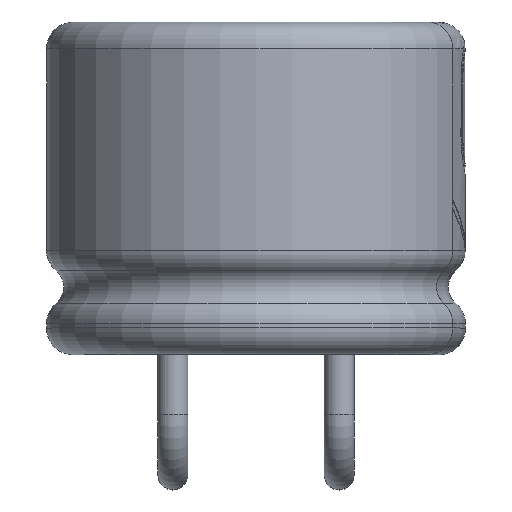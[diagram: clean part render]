
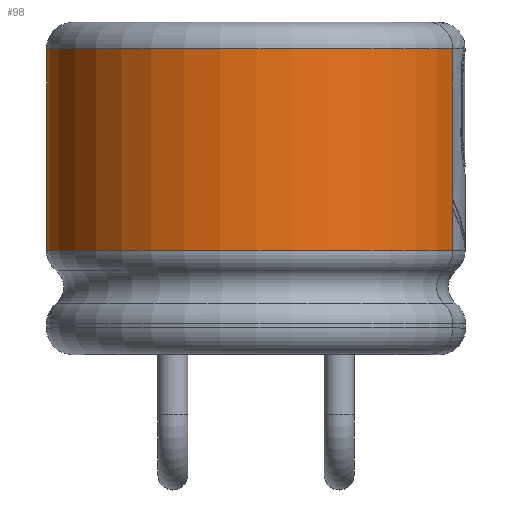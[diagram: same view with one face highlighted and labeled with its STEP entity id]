
A CAD part, top view. The second image highlights one B-rep face of the part: STEP entity #98.
In plain terms, the highlighted cylindrical face has radius 3.15 mm (diameter 6.3 mm), a partial arc.
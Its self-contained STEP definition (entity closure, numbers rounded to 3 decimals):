
#98=ADVANCED_FACE('',(#745),#747,.T.);
#745=FACE_BOUND('',#746,.T.);
#746=EDGE_LOOP('',(#1280,#1281,#1282,#1283,#1284,#1285,#1286,#1287,#1288,#1289,#1290,
#1291));
#747=CYLINDRICAL_SURFACE('',#748,3.15);
#748=AXIS2_PLACEMENT_3D('',#749,#750,#751);
#749=CARTESIAN_POINT('',(0.,3.368,3.25));
#750=DIRECTION('',(0.,1.,0.));
#751=DIRECTION('',(1.,0.,0.));
#1280=ORIENTED_EDGE('',*,*,#1656,.T.);
#1281=ORIENTED_EDGE('',*,*,#1657,.T.);
#1282=ORIENTED_EDGE('',*,*,#1658,.F.);
#1283=ORIENTED_EDGE('',*,*,#1659,.T.);
#1284=ORIENTED_EDGE('',*,*,#1660,.F.);
#1285=ORIENTED_EDGE('',*,*,#1661,.T.);
#1286=ORIENTED_EDGE('',*,*,#1662,.T.);
#1287=ORIENTED_EDGE('',*,*,#1663,.T.);
#1288=ORIENTED_EDGE('',*,*,#1664,.F.);
#1289=ORIENTED_EDGE('',*,*,#1665,.F.);
#1290=ORIENTED_EDGE('',*,*,#1666,.F.);
#1291=ORIENTED_EDGE('',*,*,#1667,.T.);
#1656=EDGE_CURVE('',#1876,#1877,#1878,.F.);
#1657=EDGE_CURVE('',#1877,#1879,#1880,.F.);
#1658=EDGE_CURVE('',#1881,#1879,#1882,.T.);
#1659=EDGE_CURVE('',#1881,#1883,#1884,.T.);
#1660=EDGE_CURVE('',#1885,#1883,#1886,.F.);
#1661=EDGE_CURVE('',#1885,#1887,#1888,.F.);
#1662=EDGE_CURVE('',#1887,#1889,#1890,.T.);
#1663=EDGE_CURVE('',#1889,#1891,#1892,.T.);
#1664=EDGE_CURVE('',#1893,#1891,#1894,.F.);
#1665=EDGE_CURVE('',#1895,#1893,#1896,.T.);
#1666=EDGE_CURVE('',#1897,#1895,#1898,.T.);
#1667=EDGE_CURVE('',#1897,#1876,#1899,.T.);
#1876=VERTEX_POINT('',#2375);
#1877=VERTEX_POINT('',#2376);
#1878=LINE('',#2377,#2378);
#1879=VERTEX_POINT('',#2380);
#1880=(BOUNDED_CURVE()B_SPLINE_CURVE(3,
(#2381,#2382,#2383,#2384),
.UNSPECIFIED.,.F.,.F.)B_SPLINE_CURVE_WITH_KNOTS((4,4),
(0.,1.),
.UNSPECIFIED.)CURVE()GEOMETRIC_REPRESENTATION_ITEM()RATIONAL_B_SPLINE_CURVE((1.,
1.,1.,1.))REPRESENTATION_ITEM(''));
#1881=VERTEX_POINT('',#2385);
#1882=LINE('',#2386,#2387);
#1883=VERTEX_POINT('',#2389);
#1884=CIRCLE('',#2390,3.15);
#1885=VERTEX_POINT('',#2394);
#1886=LINE('',#2395,#2396);
#1887=VERTEX_POINT('',#2398);
#1888=(BOUNDED_CURVE()B_SPLINE_CURVE(3,
(#2399,#2400,#2401,#2402),
.UNSPECIFIED.,.F.,.F.)B_SPLINE_CURVE_WITH_KNOTS((4,4),
(0.,1.),
.UNSPECIFIED.)CURVE()GEOMETRIC_REPRESENTATION_ITEM()RATIONAL_B_SPLINE_CURVE((1.,
1.,1.,1.))REPRESENTATION_ITEM(''));
#1889=VERTEX_POINT('',#2403);
#1890=LINE('',#2404,#2405);
#1891=VERTEX_POINT('',#2407);
#1892=(BOUNDED_CURVE()B_SPLINE_CURVE(3,
(#2408,#2409,#2410,#2411),
.UNSPECIFIED.,.F.,.F.)B_SPLINE_CURVE_WITH_KNOTS((4,4),
(0.,1.),
.UNSPECIFIED.)CURVE()GEOMETRIC_REPRESENTATION_ITEM()RATIONAL_B_SPLINE_CURVE((1.,
1.,1.,1.))REPRESENTATION_ITEM(''));
#1893=VERTEX_POINT('',#2412);
#1894=LINE('',#2413,#2414);
#1895=VERTEX_POINT('',#2416);
#1896=CIRCLE('',#2417,3.15);
#1897=VERTEX_POINT('',#2421);
#1898=LINE('',#2422,#2423);
#1899=(BOUNDED_CURVE()B_SPLINE_CURVE(3,
(#2425,#2426,#2427,#2428),
.UNSPECIFIED.,.F.,.F.)B_SPLINE_CURVE_WITH_KNOTS((4,4),
(0.,1.),
.UNSPECIFIED.)CURVE()GEOMETRIC_REPRESENTATION_ITEM()RATIONAL_B_SPLINE_CURVE((1.,
1.,1.,1.))REPRESENTATION_ITEM(''));
#2375=CARTESIAN_POINT('',(2.96,4.13,2.172));
#2376=CARTESIAN_POINT('',(2.96,4.004,2.172));
#2377=CARTESIAN_POINT('',(2.96,4.004,2.172));
#2378=VECTOR('',#2379,1.);
#2379=DIRECTION('',(0.,1.,0.));
#2380=CARTESIAN_POINT('',(2.96,4.003,2.173));
#2381=CARTESIAN_POINT('',(2.96,4.003,2.173));
#2382=CARTESIAN_POINT('',(2.96,4.003,2.173));
#2383=CARTESIAN_POINT('',(2.96,4.004,2.172));
#2384=CARTESIAN_POINT('',(2.96,4.004,2.172));
#2385=CARTESIAN_POINT('',(2.96,3.368,2.173));
#2386=CARTESIAN_POINT('',(2.96,3.368,2.173));
#2387=VECTOR('',#2388,1.);
#2388=DIRECTION('',(0.,1.,0.));
#2389=CARTESIAN_POINT('',(2.96,3.368,4.327));
#2390=AXIS2_PLACEMENT_3D('',#2391,#2392,#2393);
#2391=CARTESIAN_POINT('',(0.,3.368,3.25));
#2392=DIRECTION('',(-0.,1.,0.));
#2393=DIRECTION('',(0.94,0.,-0.342));
#2394=CARTESIAN_POINT('',(2.96,4.003,4.327));
#2395=CARTESIAN_POINT('',(2.96,3.368,4.327));
#2396=VECTOR('',#2397,1.);
#2397=DIRECTION('',(0.,1.,0.));
#2398=CARTESIAN_POINT('',(2.96,4.004,4.328));
#2399=CARTESIAN_POINT('',(2.96,4.004,4.328));
#2400=CARTESIAN_POINT('',(2.96,4.004,4.328));
#2401=CARTESIAN_POINT('',(2.96,4.003,4.327));
#2402=CARTESIAN_POINT('',(2.96,4.003,4.327));
#2403=CARTESIAN_POINT('',(2.96,4.13,4.328));
#2404=CARTESIAN_POINT('',(2.96,4.004,4.328));
#2405=VECTOR('',#2406,1.);
#2406=DIRECTION('',(0.,1.,0.));
#2407=CARTESIAN_POINT('',(2.96,4.129,4.327));
#2408=CARTESIAN_POINT('',(2.96,4.13,4.328));
#2409=CARTESIAN_POINT('',(2.96,4.13,4.328));
#2410=CARTESIAN_POINT('',(2.96,4.129,4.327));
#2411=CARTESIAN_POINT('',(2.96,4.129,4.327));
#2412=CARTESIAN_POINT('',(2.96,6.4,4.327));
#2413=CARTESIAN_POINT('',(2.96,4.129,4.327));
#2414=VECTOR('',#2415,1.);
#2415=DIRECTION('',(0.,1.,0.));
#2416=CARTESIAN_POINT('',(2.96,6.4,2.173));
#2417=AXIS2_PLACEMENT_3D('',#2418,#2419,#2420);
#2418=CARTESIAN_POINT('',(0.,6.4,3.25));
#2419=DIRECTION('',(-0.,1.,0.));
#2420=DIRECTION('',(0.94,0.,-0.342));
#2421=CARTESIAN_POINT('',(2.96,4.129,2.173));
#2422=CARTESIAN_POINT('',(2.96,4.129,2.173));
#2423=VECTOR('',#2424,1.);
#2424=DIRECTION('',(0.,1.,0.));
#2425=CARTESIAN_POINT('',(2.96,4.129,2.173));
#2426=CARTESIAN_POINT('',(2.96,4.129,2.173));
#2427=CARTESIAN_POINT('',(2.96,4.13,2.172));
#2428=CARTESIAN_POINT('',(2.96,4.13,2.172));
